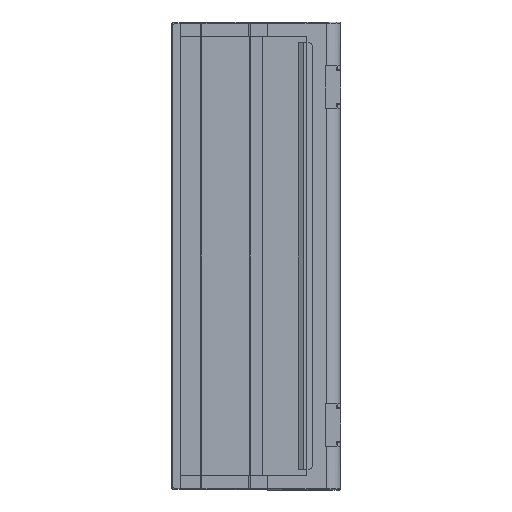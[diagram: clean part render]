
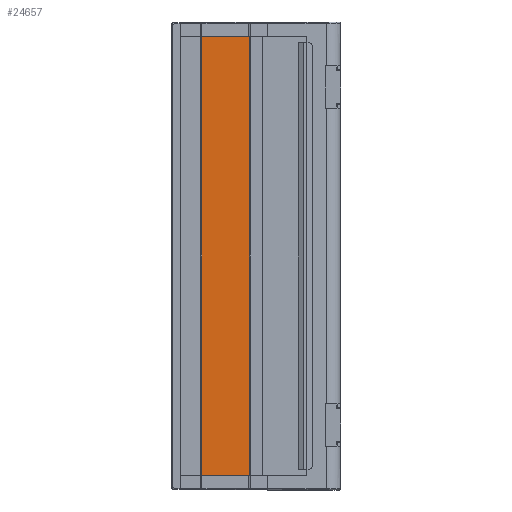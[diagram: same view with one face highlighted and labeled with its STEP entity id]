
A CAD part, left-side view. The second image highlights one B-rep face of the part: STEP entity #24657.
In plain terms, the highlighted planar face has unit normal (-1, 0, 0).
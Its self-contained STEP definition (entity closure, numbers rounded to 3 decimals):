
#422 = EDGE_CURVE ( 'NONE', #22153, #21402, #6147, .T. ) ;
#1012 = DIRECTION ( 'NONE',  ( 1., 0., 0. ) ) ;
#1151 = CARTESIAN_POINT ( 'NONE',  ( -30.806, 35.965, -155.6 ) ) ;
#2008 = LINE ( 'NONE', #27801, #24777 ) ;
#2770 = CARTESIAN_POINT ( 'NONE',  ( -30.806, 19.693, -132.51 ) ) ;
#4423 = CARTESIAN_POINT ( 'NONE',  ( -30.806, 35.965, -5. ) ) ;
#4641 = EDGE_CURVE ( 'NONE', #21402, #27563, #2008, .T. ) ;
#6060 = DIRECTION ( 'NONE',  ( 0., 1., 0. ) ) ;
#6129 = LINE ( 'NONE', #4423, #9591 ) ;
#6147 = LINE ( 'NONE', #15954, #26950 ) ;
#6850 = ORIENTED_EDGE ( 'NONE', *, *, #422, .F. ) ;
#6935 = AXIS2_PLACEMENT_3D ( 'NONE', #18347, #1012, #18245 ) ;
#8152 = PLANE ( 'NONE',  #6935 ) ;
#8792 = VERTEX_POINT ( 'NONE', #18186 ) ;
#8855 = DIRECTION ( 'NONE',  ( 0., 0., 1. ) ) ;
#9591 = VECTOR ( 'NONE', #22276, 1000. ) ;
#15954 = CARTESIAN_POINT ( 'NONE',  ( -30.806, 35.965, -155.6 ) ) ;
#15960 = ORIENTED_EDGE ( 'NONE', *, *, #29069, .T. ) ;
#18122 = ORIENTED_EDGE ( 'NONE', *, *, #26459, .T. ) ;
#18186 = CARTESIAN_POINT ( 'NONE',  ( -30.806, 19.693, -5. ) ) ;
#18245 = DIRECTION ( 'NONE',  ( 0., 1., 0. ) ) ;
#18347 = CARTESIAN_POINT ( 'NONE',  ( -30.806, 35.965, -132.51 ) ) ;
#19988 = DIRECTION ( 'NONE',  ( 0., 0., 1. ) ) ;
#21402 = VERTEX_POINT ( 'NONE', #1151 ) ;
#22056 = VECTOR ( 'NONE', #19988, 1000. ) ;
#22153 = VERTEX_POINT ( 'NONE', #27335 ) ;
#22276 = DIRECTION ( 'NONE',  ( 0., 1., 0. ) ) ;
#22426 = FACE_OUTER_BOUND ( 'NONE', #22919, .T. ) ;
#22919 = EDGE_LOOP ( 'NONE', ( #24180, #6850, #15960, #18122 ) ) ;
#24180 = ORIENTED_EDGE ( 'NONE', *, *, #4641, .F. ) ;
#24657 = ADVANCED_FACE ( 'NONE', ( #22426 ), #8152, .F. ) ;
#24777 = VECTOR ( 'NONE', #8855, 1000. ) ;
#26459 = EDGE_CURVE ( 'NONE', #8792, #27563, #6129, .T. ) ;
#26950 = VECTOR ( 'NONE', #6060, 1000. ) ;
#27335 = CARTESIAN_POINT ( 'NONE',  ( -30.806, 19.693, -155.6 ) ) ;
#27338 = CARTESIAN_POINT ( 'NONE',  ( -30.806, 35.965, -5. ) ) ;
#27563 = VERTEX_POINT ( 'NONE', #27338 ) ;
#27801 = CARTESIAN_POINT ( 'NONE',  ( -30.806, 35.965, -132.51 ) ) ;
#28624 = LINE ( 'NONE', #2770, #22056 ) ;
#29069 = EDGE_CURVE ( 'NONE', #22153, #8792, #28624, .T. ) ;
